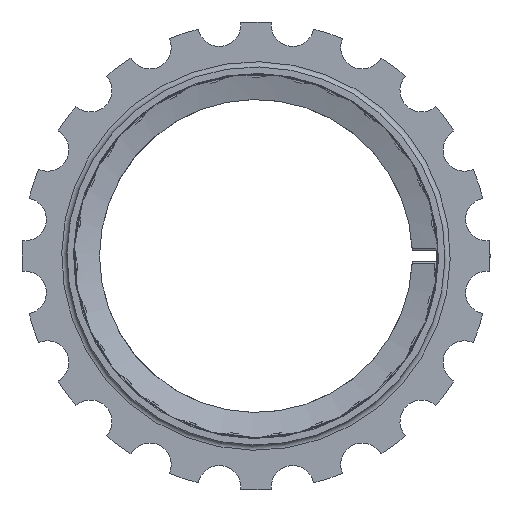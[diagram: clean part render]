
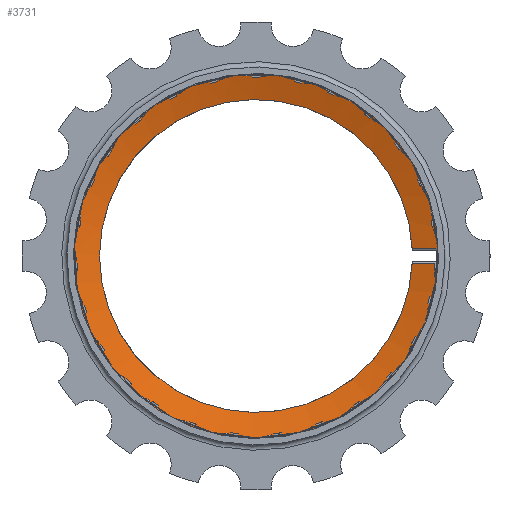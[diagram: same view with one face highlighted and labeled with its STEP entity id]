
A CAD part, front view. The second image highlights one B-rep face of the part: STEP entity #3731.
In plain terms, the highlighted conical face has half-angle 73.301 degrees and reference radius 65 mm.
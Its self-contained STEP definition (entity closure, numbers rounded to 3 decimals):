
#11=CONICAL_SURFACE('',#4024,65.,1.279);
#12=(
BOUNDED_CURVE()
B_SPLINE_CURVE(2,(#7365,#7366,#7367),.UNSPECIFIED.,.F.,.F.)
B_SPLINE_CURVE_WITH_KNOTS((3,3),(0.,0.714),.UNSPECIFIED.)
CURVE()
GEOMETRIC_REPRESENTATION_ITEM()
RATIONAL_B_SPLINE_CURVE((1.,1.002,1.001))
REPRESENTATION_ITEM('')
);
#13=(
BOUNDED_CURVE()
B_SPLINE_CURVE(2,(#7374,#7375,#7376),.UNSPECIFIED.,.F.,.F.)
B_SPLINE_CURVE_WITH_KNOTS((3,3),(0.331,1.045),
 .UNSPECIFIED.)
CURVE()
GEOMETRIC_REPRESENTATION_ITEM()
RATIONAL_B_SPLINE_CURVE((1.001,1.002,1.))
REPRESENTATION_ITEM('')
);
#307=CIRCLE('',#4023,60.);
#308=CIRCLE('',#4025,70.);
#309=CIRCLE('',#4026,70.);
#484=B_SPLINE_CURVE_WITH_KNOTS('',3,(#7231,#7232,#7233,#7234,#7235,#7236,
#7237,#7238,#7239,#7240,#7241,#7242,#7243,#7244,#7245,#7246),
 .UNSPECIFIED.,.F.,.F.,(4,2,2,2,2,2,2,4),(1.03,1.032,
1.04,1.06,1.08,1.12,1.201,
1.403),.UNSPECIFIED.);
#486=B_SPLINE_CURVE_WITH_KNOTS('',3,(#7269,#7270,#7271,#7272,#7273,#7274,
#7275,#7276,#7277,#7278,#7279,#7280,#7281,#7282,#7283,#7284),
 .UNSPECIFIED.,.F.,.F.,(4,2,2,2,2,2,2,4),(0.05,0.252,
0.332,0.372,0.393,0.413,
0.421,0.423),.UNSPECIFIED.);
#651=FACE_OUTER_BOUND('',#854,.T.);
#854=EDGE_LOOP('',(#3241,#3242,#3243,#3244,#3245,#3246,#3247));
#1830=VERTEX_POINT('',#7229);
#1831=VERTEX_POINT('',#7230);
#1835=VERTEX_POINT('',#7264);
#1836=VERTEX_POINT('',#7268);
#1850=VERTEX_POINT('',#7364);
#1851=VERTEX_POINT('',#7372);
#1892=VERTEX_POINT('',#7463);
#2288=EDGE_CURVE('',#1830,#1831,#484,.F.);
#2295=EDGE_CURVE('',#1836,#1835,#486,.T.);
#2312=EDGE_CURVE('',#1850,#1830,#12,.T.);
#2317=EDGE_CURVE('',#1836,#1851,#13,.T.);
#2360=EDGE_CURVE('',#1851,#1850,#307,.T.);
#2361=EDGE_CURVE('',#1831,#1892,#308,.T.);
#2362=EDGE_CURVE('',#1892,#1835,#309,.T.);
#3241=ORIENTED_EDGE('',*,*,#2312,.T.);
#3242=ORIENTED_EDGE('',*,*,#2288,.T.);
#3243=ORIENTED_EDGE('',*,*,#2361,.T.);
#3244=ORIENTED_EDGE('',*,*,#2362,.T.);
#3245=ORIENTED_EDGE('',*,*,#2295,.F.);
#3246=ORIENTED_EDGE('',*,*,#2317,.T.);
#3247=ORIENTED_EDGE('',*,*,#2360,.T.);
#3731=ADVANCED_FACE('',(#651),#11,.F.);
#4023=AXIS2_PLACEMENT_3D('',#7461,#4893,#4894);
#4024=AXIS2_PLACEMENT_3D('',#7462,#4895,#4896);
#4025=AXIS2_PLACEMENT_3D('',#7464,#4897,#4898);
#4026=AXIS2_PLACEMENT_3D('',#7465,#4899,#4900);
#4893=DIRECTION('center_axis',(0.,1.,0.));
#4894=DIRECTION('ref_axis',(-0.988,0.,-0.156));
#4895=DIRECTION('center_axis',(0.,-1.,0.));
#4896=DIRECTION('ref_axis',(-1.,0.,0.));
#4897=DIRECTION('center_axis',(0.,-1.,0.));
#4898=DIRECTION('ref_axis',(-0.988,0.,-0.156));
#4899=DIRECTION('center_axis',(0.,-1.,0.));
#4900=DIRECTION('ref_axis',(-0.988,0.,-0.156));
#7229=CARTESIAN_POINT('',(66.599,3.,3.));
#7230=CARTESIAN_POINT('',(69.971,2.,2.));
#7231=CARTESIAN_POINT('Ctrl Pts',(69.971,2.,2.));
#7232=CARTESIAN_POINT('Ctrl Pts',(69.971,2.,2.005));
#7233=CARTESIAN_POINT('Ctrl Pts',(69.971,2.,2.011));
#7234=CARTESIAN_POINT('Ctrl Pts',(69.968,2.001,2.045));
#7235=CARTESIAN_POINT('Ctrl Pts',(69.962,2.002,2.073));
#7236=CARTESIAN_POINT('Ctrl Pts',(69.929,2.011,2.162));
#7237=CARTESIAN_POINT('Ctrl Pts',(69.894,2.021,2.21));
#7238=CARTESIAN_POINT('Ctrl Pts',(69.817,2.044,2.295));
#7239=CARTESIAN_POINT('Ctrl Pts',(69.774,2.056,2.333));
#7240=CARTESIAN_POINT('Ctrl Pts',(69.633,2.097,2.437));
#7241=CARTESIAN_POINT('Ctrl Pts',(69.525,2.129,2.495));
#7242=CARTESIAN_POINT('Ctrl Pts',(69.173,2.233,2.654));
#7243=CARTESIAN_POINT('Ctrl Pts',(68.907,2.312,2.732));
#7244=CARTESIAN_POINT('Ctrl Pts',(68.027,2.573,2.935));
#7245=CARTESIAN_POINT('Ctrl Pts',(67.283,2.795,3.));
#7246=CARTESIAN_POINT('Ctrl Pts',(66.599,3.,3.));
#7264=CARTESIAN_POINT('',(69.971,2.,-2.));
#7268=CARTESIAN_POINT('',(66.599,3.,-3.));
#7269=CARTESIAN_POINT('Ctrl Pts',(66.599,3.,-3.));
#7270=CARTESIAN_POINT('Ctrl Pts',(67.283,2.795,-3.));
#7271=CARTESIAN_POINT('Ctrl Pts',(68.027,2.573,-2.935));
#7272=CARTESIAN_POINT('Ctrl Pts',(68.907,2.312,-2.732));
#7273=CARTESIAN_POINT('Ctrl Pts',(69.173,2.233,-2.654));
#7274=CARTESIAN_POINT('Ctrl Pts',(69.525,2.129,-2.495));
#7275=CARTESIAN_POINT('Ctrl Pts',(69.633,2.097,-2.437));
#7276=CARTESIAN_POINT('Ctrl Pts',(69.774,2.056,-2.333));
#7277=CARTESIAN_POINT('Ctrl Pts',(69.817,2.044,-2.295));
#7278=CARTESIAN_POINT('Ctrl Pts',(69.894,2.021,-2.21));
#7279=CARTESIAN_POINT('Ctrl Pts',(69.929,2.011,-2.162));
#7280=CARTESIAN_POINT('Ctrl Pts',(69.962,2.002,-2.073));
#7281=CARTESIAN_POINT('Ctrl Pts',(69.968,2.001,-2.045));
#7282=CARTESIAN_POINT('Ctrl Pts',(69.971,2.,-2.011));
#7283=CARTESIAN_POINT('Ctrl Pts',(69.971,2.,-2.005));
#7284=CARTESIAN_POINT('Ctrl Pts',(69.971,2.,-2.));
#7364=CARTESIAN_POINT('',(59.925,5.,3.));
#7365=CARTESIAN_POINT('Ctrl Pts',(59.925,5.,3.));
#7366=CARTESIAN_POINT('Ctrl Pts',(63.086,4.053,3.));
#7367=CARTESIAN_POINT('Ctrl Pts',(66.599,3.,3.));
#7372=CARTESIAN_POINT('',(59.925,5.,-3.));
#7374=CARTESIAN_POINT('Ctrl Pts',(66.599,3.,-3.));
#7375=CARTESIAN_POINT('Ctrl Pts',(63.086,4.053,-3.));
#7376=CARTESIAN_POINT('Ctrl Pts',(59.925,5.,-3.));
#7461=CARTESIAN_POINT('Origin',(0.,5.,0.));
#7462=CARTESIAN_POINT('Origin',(0.,3.5,0.));
#7463=CARTESIAN_POINT('',(69.138,2.,10.95));
#7464=CARTESIAN_POINT('Origin',(0.,2.,0.));
#7465=CARTESIAN_POINT('Origin',(0.,2.,0.));
